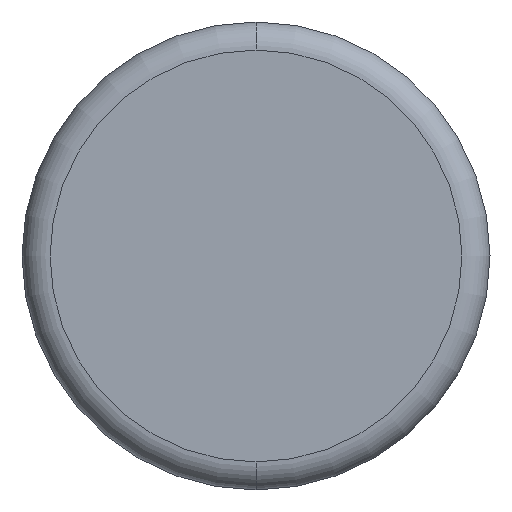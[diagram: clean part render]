
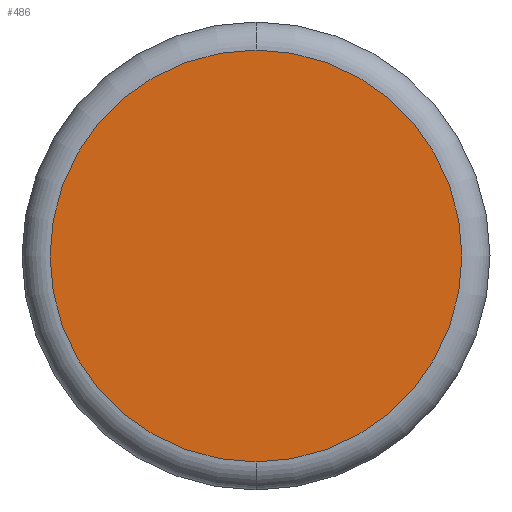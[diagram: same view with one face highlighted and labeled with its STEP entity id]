
A CAD part, front view. The second image highlights one B-rep face of the part: STEP entity #486.
In plain terms, the highlighted planar face has unit normal (0, -1, 0).
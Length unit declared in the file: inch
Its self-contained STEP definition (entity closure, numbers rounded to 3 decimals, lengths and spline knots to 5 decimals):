
#19 = CIRCLE ( 'NONE', #61, 0.22 ) ;
#43 = ORIENTED_EDGE ( 'NONE', *, *, #361, .T. ) ;
#50 = DIRECTION ( 'NONE',  ( 0., -1., 0. ) ) ;
#57 = PLANE ( 'NONE',  #273 ) ;
#61 = AXIS2_PLACEMENT_3D ( 'NONE', #543, #327, #509 ) ;
#73 = EDGE_CURVE ( 'NONE', #121, #436, #19, .T. ) ;
#79 = ORIENTED_EDGE ( 'NONE', *, *, #73, .T. ) ;
#121 = VERTEX_POINT ( 'NONE', #518 ) ;
#161 = AXIS2_PLACEMENT_3D ( 'NONE', #458, #364, #236 ) ;
#221 = CARTESIAN_POINT ( 'NONE',  ( 0., 0., 0.22 ) ) ;
#236 = DIRECTION ( 'NONE',  ( 0., 0., -1. ) ) ;
#255 = DIRECTION ( 'NONE',  ( 0., 0., -1. ) ) ;
#263 = FACE_OUTER_BOUND ( 'NONE', #365, .T. ) ;
#273 = AXIS2_PLACEMENT_3D ( 'NONE', #304, #50, #255 ) ;
#304 = CARTESIAN_POINT ( 'NONE',  ( 0., 0., 0. ) ) ;
#327 = DIRECTION ( 'NONE',  ( 0., -1., 0. ) ) ;
#361 = EDGE_CURVE ( 'NONE', #436, #121, #475, .T. ) ;
#364 = DIRECTION ( 'NONE',  ( 0., -1., 0. ) ) ;
#365 = EDGE_LOOP ( 'NONE', ( #79, #43 ) ) ;
#436 = VERTEX_POINT ( 'NONE', #221 ) ;
#458 = CARTESIAN_POINT ( 'NONE',  ( 0., 0., 0. ) ) ;
#475 = CIRCLE ( 'NONE', #161, 0.22 ) ;
#486 = ADVANCED_FACE ( 'NONE', ( #263 ), #57, .T. ) ;
#509 = DIRECTION ( 'NONE',  ( 0., 0., -1. ) ) ;
#518 = CARTESIAN_POINT ( 'NONE',  ( 0., 0., -0.22 ) ) ;
#543 = CARTESIAN_POINT ( 'NONE',  ( 0., 0., 0. ) ) ;
